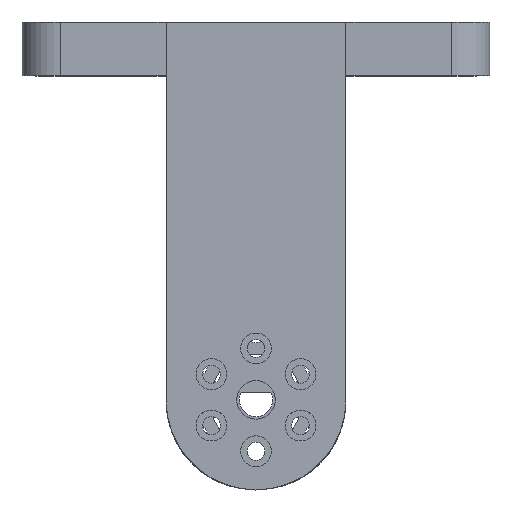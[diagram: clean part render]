
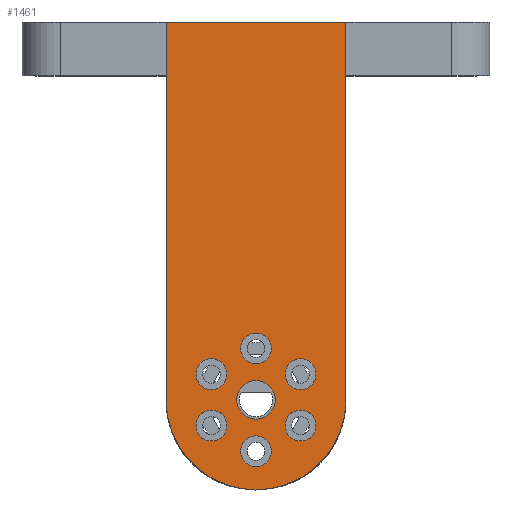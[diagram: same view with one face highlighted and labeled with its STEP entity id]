
A CAD part, top view. The second image highlights one B-rep face of the part: STEP entity #1461.
In plain terms, the highlighted planar face has unit normal (0, 0, 1).
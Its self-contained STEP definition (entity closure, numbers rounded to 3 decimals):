
#76=FACE_BOUND('',#274,.T.);
#77=FACE_BOUND('',#275,.T.);
#78=FACE_BOUND('',#276,.T.);
#79=FACE_BOUND('',#277,.T.);
#80=FACE_BOUND('',#278,.T.);
#81=FACE_BOUND('',#279,.T.);
#82=FACE_BOUND('',#280,.T.);
#172=FACE_OUTER_BOUND('',#273,.T.);
#273=EDGE_LOOP('',(#1262,#1263,#1264,#1265));
#274=EDGE_LOOP('',(#1266));
#275=EDGE_LOOP('',(#1267));
#276=EDGE_LOOP('',(#1268));
#277=EDGE_LOOP('',(#1269));
#278=EDGE_LOOP('',(#1270));
#279=EDGE_LOOP('',(#1271));
#280=EDGE_LOOP('',(#1272));
#333=CIRCLE('',#1551,3.75);
#362=CIRCLE('',#1603,3.);
#366=CIRCLE('',#1610,3.);
#370=CIRCLE('',#1617,3.);
#374=CIRCLE('',#1624,3.);
#378=CIRCLE('',#1631,3.);
#382=CIRCLE('',#1638,3.);
#384=CIRCLE('',#1642,17.5);
#438=LINE('',#2233,#554);
#461=LINE('',#2297,#577);
#504=LINE('',#2495,#620);
#554=VECTOR('',#1768,10.);
#577=VECTOR('',#1841,10.);
#620=VECTOR('',#2072,10.);
#673=VERTEX_POINT('',#2230);
#674=VERTEX_POINT('',#2232);
#689=VERTEX_POINT('',#2294);
#690=VERTEX_POINT('',#2296);
#694=VERTEX_POINT('',#2309);
#730=VERTEX_POINT('',#2421);
#734=VERTEX_POINT('',#2434);
#738=VERTEX_POINT('',#2447);
#742=VERTEX_POINT('',#2460);
#746=VERTEX_POINT('',#2473);
#750=VERTEX_POINT('',#2486);
#818=EDGE_CURVE('',#674,#673,#438,.T.);
#850=EDGE_CURVE('',#690,#689,#461,.T.);
#857=EDGE_CURVE('',#694,#694,#333,.T.);
#910=EDGE_CURVE('',#730,#730,#362,.T.);
#916=EDGE_CURVE('',#734,#734,#366,.T.);
#922=EDGE_CURVE('',#738,#738,#370,.T.);
#928=EDGE_CURVE('',#742,#742,#374,.T.);
#934=EDGE_CURVE('',#746,#746,#378,.T.);
#940=EDGE_CURVE('',#750,#750,#382,.T.);
#944=EDGE_CURVE('',#689,#674,#384,.T.);
#945=EDGE_CURVE('',#673,#690,#504,.T.);
#1262=ORIENTED_EDGE('',*,*,#944,.T.);
#1263=ORIENTED_EDGE('',*,*,#818,.T.);
#1264=ORIENTED_EDGE('',*,*,#945,.T.);
#1265=ORIENTED_EDGE('',*,*,#850,.T.);
#1266=ORIENTED_EDGE('',*,*,#857,.T.);
#1267=ORIENTED_EDGE('',*,*,#910,.T.);
#1268=ORIENTED_EDGE('',*,*,#916,.T.);
#1269=ORIENTED_EDGE('',*,*,#922,.T.);
#1270=ORIENTED_EDGE('',*,*,#928,.T.);
#1271=ORIENTED_EDGE('',*,*,#934,.T.);
#1272=ORIENTED_EDGE('',*,*,#940,.T.);
#1384=PLANE('',#1641);
#1461=ADVANCED_FACE('',(#172,#76,#77,#78,#79,#80,#81,#82),#1384,.T.);
#1551=AXIS2_PLACEMENT_3D('',#2310,#1852,#1853);
#1603=AXIS2_PLACEMENT_3D('',#2422,#1980,#1981);
#1610=AXIS2_PLACEMENT_3D('',#2435,#1996,#1997);
#1617=AXIS2_PLACEMENT_3D('',#2448,#2012,#2013);
#1624=AXIS2_PLACEMENT_3D('',#2461,#2028,#2029);
#1631=AXIS2_PLACEMENT_3D('',#2474,#2044,#2045);
#1638=AXIS2_PLACEMENT_3D('',#2487,#2060,#2061);
#1641=AXIS2_PLACEMENT_3D('',#2493,#2068,#2069);
#1642=AXIS2_PLACEMENT_3D('',#2494,#2070,#2071);
#1768=DIRECTION('',(0.,1.,0.));
#1841=DIRECTION('',(0.,-1.,0.));
#1852=DIRECTION('center_axis',(0.,0.,-1.));
#1853=DIRECTION('ref_axis',(1.,0.,0.));
#1980=DIRECTION('center_axis',(0.,0.,-1.));
#1981=DIRECTION('ref_axis',(1.,0.,0.));
#1996=DIRECTION('center_axis',(0.,0.,-1.));
#1997=DIRECTION('ref_axis',(1.,0.,0.));
#2012=DIRECTION('center_axis',(0.,0.,-1.));
#2013=DIRECTION('ref_axis',(1.,0.,0.));
#2028=DIRECTION('center_axis',(0.,0.,-1.));
#2029=DIRECTION('ref_axis',(1.,0.,0.));
#2044=DIRECTION('center_axis',(0.,0.,-1.));
#2045=DIRECTION('ref_axis',(1.,0.,0.));
#2060=DIRECTION('center_axis',(0.,0.,-1.));
#2061=DIRECTION('ref_axis',(1.,0.,0.));
#2068=DIRECTION('center_axis',(0.,0.,1.));
#2069=DIRECTION('ref_axis',(1.,0.,0.));
#2070=DIRECTION('center_axis',(0.,0.,1.));
#2071=DIRECTION('ref_axis',(-1.,0.,0.));
#2072=DIRECTION('',(-1.,0.,0.));
#2230=CARTESIAN_POINT('',(17.5,73.5,78.));
#2232=CARTESIAN_POINT('',(17.5,0.,78.));
#2233=CARTESIAN_POINT('',(17.5,-10.,78.));
#2294=CARTESIAN_POINT('',(-17.5,0.,78.));
#2296=CARTESIAN_POINT('',(-17.5,73.5,78.));
#2297=CARTESIAN_POINT('',(-17.5,73.5,78.));
#2309=CARTESIAN_POINT('',(-3.75,0.,78.));
#2310=CARTESIAN_POINT('Origin',(0.,0.,78.));
#2421=CARTESIAN_POINT('',(5.66,5.,78.));
#2422=CARTESIAN_POINT('Origin',(8.66,5.,78.));
#2434=CARTESIAN_POINT('',(5.66,-5.,78.));
#2435=CARTESIAN_POINT('Origin',(8.66,-5.,78.));
#2447=CARTESIAN_POINT('',(-3.,-10.,78.));
#2448=CARTESIAN_POINT('Origin',(0.,-10.,78.));
#2460=CARTESIAN_POINT('',(-11.66,-5.,78.));
#2461=CARTESIAN_POINT('Origin',(-8.66,-5.,78.));
#2473=CARTESIAN_POINT('',(-11.66,5.,78.));
#2474=CARTESIAN_POINT('Origin',(-8.66,5.,78.));
#2486=CARTESIAN_POINT('',(-3.,10.,78.));
#2487=CARTESIAN_POINT('Origin',(0.,10.,78.));
#2493=CARTESIAN_POINT('Origin',(0.,31.75,78.));
#2494=CARTESIAN_POINT('Origin',(0.,0.,78.));
#2495=CARTESIAN_POINT('',(17.5,73.5,78.));
